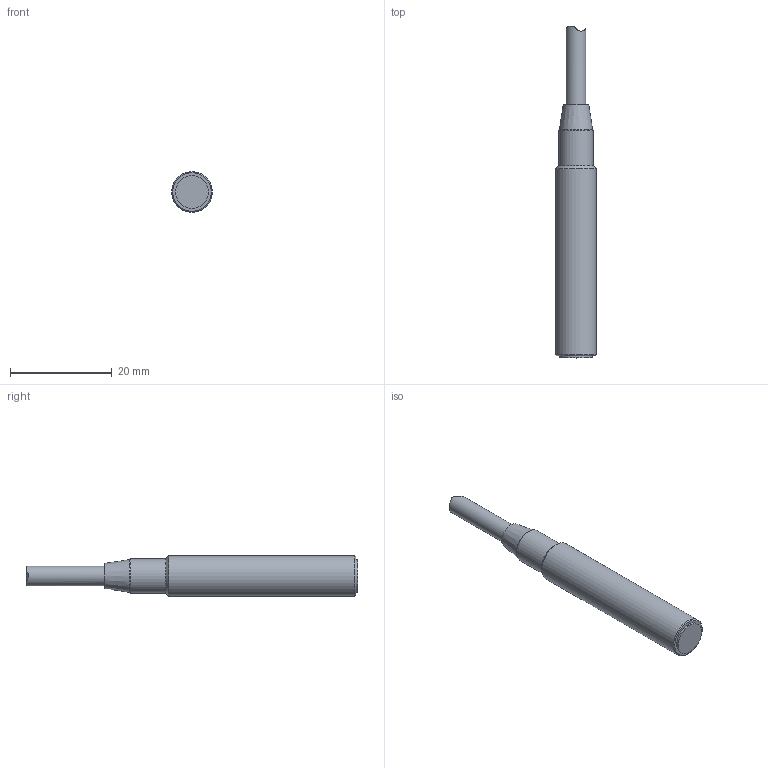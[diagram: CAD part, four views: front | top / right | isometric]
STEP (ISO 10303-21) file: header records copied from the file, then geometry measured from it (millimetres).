
FILE_DESCRIPTION(/* description */ (''),/* implementation_level */ '2;1');
FILE_NAME(/* name */ 'KA1509_Shrinkwrap_1.stp',/* time_stamp */ '2022-01-19T14:01:51+01:00',/* author */ ('Krieger Anja'),/* organization */ (''),/* preprocessor_version */ 'ST-DEVELOPER v18.1',/* originating_system */ 'Autodesk Inventor 2021',/* authorisation */ '');
FILE_SCHEMA (('AUTOMOTIVE_DESIGN { 1 0 10303 214 3 1 1 }'));
Length unit declared in the file: millimetre
Products named in the file (1): KA1509_Shrinkwrap_1
Bounding box: 8 x 65.4 x 8 mm (x, y, z)
Volume: 1401.6 mm3; surface area: 2818.5 mm2
Topology: 2 solids, 2 shells, 23 faces, 39 edges, 26 vertices
Faces by surface type: cylinder 11, plane 9, cone 3
Full cylindrical faces by diameter (mm): 3.9 x1, 4.1 x1, 5.1 x1, 5.8 x1, 6 x1, 6.5 x2, 6.8 x1, 8 x1
Entity records: 706 total; most frequent: CARTESIAN_POINT 149, DIRECTION 105, ORIENTED_EDGE 78, AXIS2_PLACEMENT_3D 46, EDGE_CURVE 39, EDGE_LOOP 29, VERTEX_POINT 26, STYLED_ITEM 25
